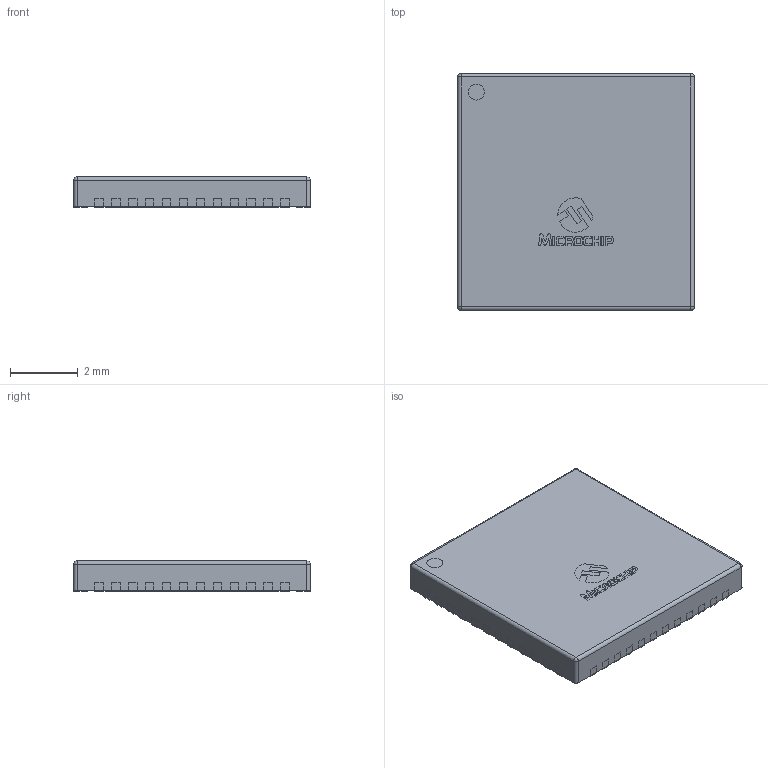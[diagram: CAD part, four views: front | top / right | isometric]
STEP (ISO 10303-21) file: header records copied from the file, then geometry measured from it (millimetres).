
FILE_DESCRIPTION(/* description */ (''),/* implementation_level */ '2;1');
FILE_NAME(/* name */ '1.stp',/* time_stamp */ '2020-04-08T08:24:08+02:00',/* author */ ('k'),/* organization */ (''),/* preprocessor_version */ 'ST-DEVELOPER v15.6',/* originating_system */ 'Autodesk Inventor 2015',/* authorisation */ '');
FILE_SCHEMA (('AUTOMOTIVE_DESIGN { 1 0 10303 214 3 1 1 }'));
Length unit declared in the file: millimetre
Products named in the file (6): body; pads; name2; Microchip logo; Microchip; 1
Bounding box: 7 x 7 x 0.91 mm (x, y, z)
Surface area: 204.7 mm2
Topology: 61 solids, 61 shells, 559 faces, 1299 edges, 862 vertices
Faces by surface type: plane 411, cylinder 108, bspline 36, sphere 4
Full cylindrical faces by diameter (mm): 0.472 x1
Entity records: 16087 total; most frequent: CARTESIAN_POINT 3198, ORIENTED_EDGE 2596, DIRECTION 2510, EDGE_CURVE 1298, LINE 1010, VECTOR 1010, VERTEX_POINT 862, AXIS2_PLACEMENT_3D 750
